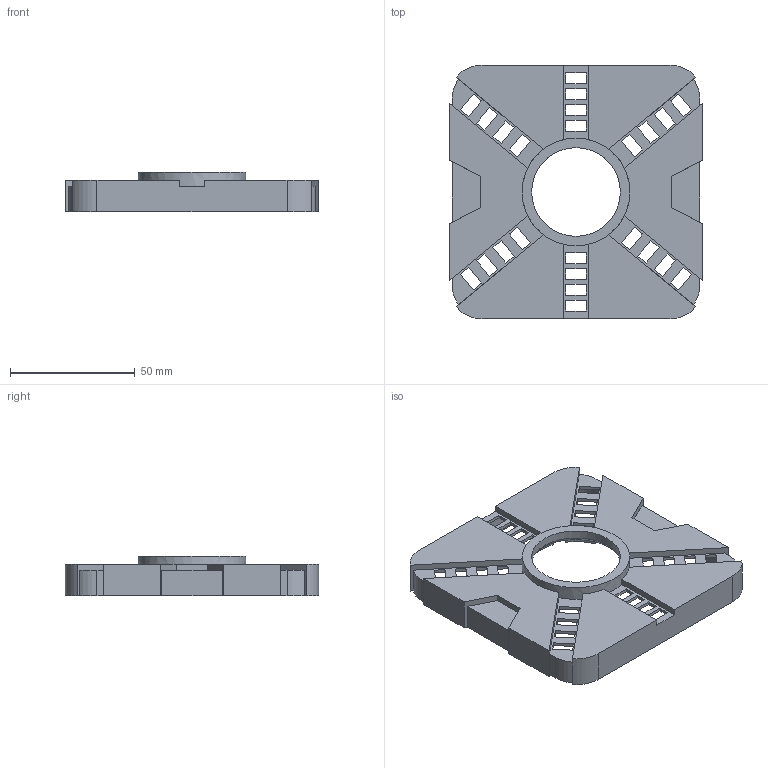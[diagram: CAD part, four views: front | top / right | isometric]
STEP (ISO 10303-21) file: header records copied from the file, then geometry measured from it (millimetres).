
FILE_DESCRIPTION(/* description */ (''),/* implementation_level */ '2;1');
FILE_NAME(/* name */ 'thotcon_cover_outer.step',/* time_stamp */ '2023-01-09T21:00:59-05:00',/* author */ (''),/* organization */ (''),/* preprocessor_version */ 'ST-DEVELOPER v19.2',/* originating_system */ 'Autodesk Translation Framework v11.17.0.187',/* authorisation */ '');
FILE_SCHEMA (('AUTOMOTIVE_DESIGN { 1 0 10303 214 3 1 1 }'));
Length unit declared in the file: inch
Products named in the file (1): thotcon_cover2
Bounding box: 101.6 x 101.6 x 15.88 mm (x, y, z)
Volume: 18698.8 mm3; surface area: 30961.3 mm2
Topology: 1 solids, 1 shells, 208 faces, 615 edges, 410 vertices
Faces by surface type: plane 187, cylinder 20, sphere 1
Full cylindrical faces by diameter (mm): 35.56 x1, 38.1 x1, 40.64 x1, 43.18 x1
Entity records: 7018 total; most frequent: CARTESIAN_POINT 1234, ORIENTED_EDGE 1230, DIRECTION 1100, EDGE_CURVE 615, LINE 548, VECTOR 548, VERTEX_POINT 410, AXIS2_PLACEMENT_3D 276
